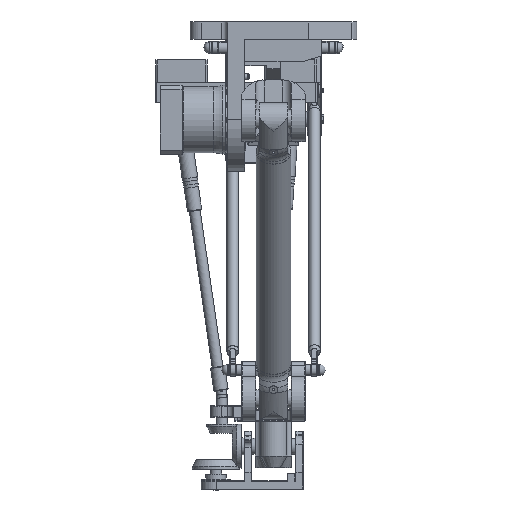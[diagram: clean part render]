
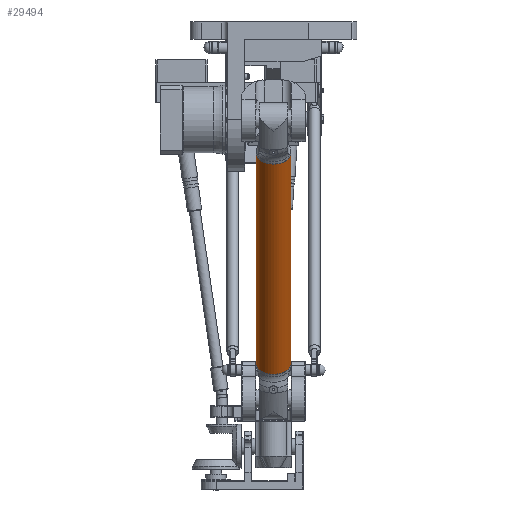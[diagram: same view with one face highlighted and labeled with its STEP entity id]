
A CAD part, front view. The second image highlights one B-rep face of the part: STEP entity #29494.
In plain terms, the highlighted cylindrical face has radius 30 mm (diameter 60 mm), a full revolution.
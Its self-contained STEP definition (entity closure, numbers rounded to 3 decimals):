
#929=FACE_BOUND('',#7108,.T.);
#2569=CIRCLE('',#32295,30.);
#2576=CIRCLE('',#32307,30.);
#3648=CYLINDRICAL_SURFACE('',#32308,30.);
#4878=FACE_OUTER_BOUND('',#7107,.T.);
#7107=EDGE_LOOP('',(#24091));
#7108=EDGE_LOOP('',(#24092));
#14518=VERTEX_POINT('',#52463);
#14525=VERTEX_POINT('',#52482);
#17918=EDGE_CURVE('',#14518,#14518,#2569,.T.);
#17925=EDGE_CURVE('',#14525,#14525,#2576,.T.);
#24091=ORIENTED_EDGE('',*,*,#17925,.T.);
#24092=ORIENTED_EDGE('',*,*,#17918,.T.);
#29494=ADVANCED_FACE('',(#4878,#929),#3648,.T.);
#32295=AXIS2_PLACEMENT_3D('',#52464,#38798,#38799);
#32307=AXIS2_PLACEMENT_3D('',#52483,#38822,#38823);
#32308=AXIS2_PLACEMENT_3D('',#52484,#38824,#38825);
#38798=DIRECTION('center_axis',(-1.,0.,0.));
#38799=DIRECTION('ref_axis',(0.,0.,1.));
#38822=DIRECTION('center_axis',(1.,0.,0.));
#38823=DIRECTION('ref_axis',(0.,0.,1.));
#38824=DIRECTION('center_axis',(-1.,0.,0.));
#38825=DIRECTION('ref_axis',(0.,0.,1.));
#52463=CARTESIAN_POINT('',(59.9,0.,30.));
#52464=CARTESIAN_POINT('Origin',(59.9,0.,0.));
#52482=CARTESIAN_POINT('',(-394.9,0.,30.));
#52483=CARTESIAN_POINT('Origin',(-394.9,0.,0.));
#52484=CARTESIAN_POINT('Origin',(65.,0.,0.));
